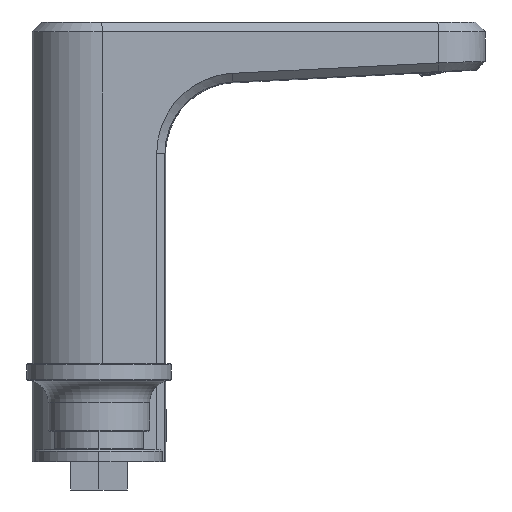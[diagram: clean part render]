
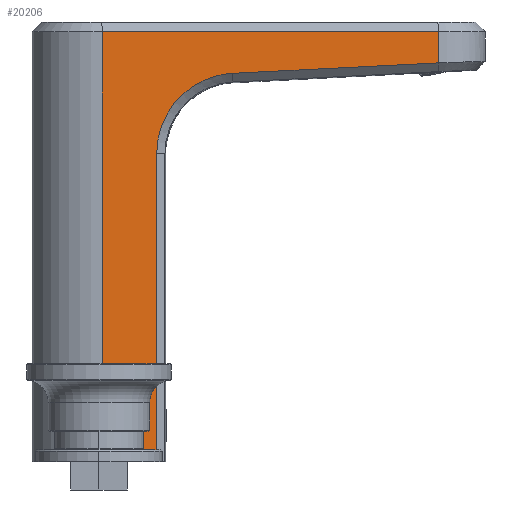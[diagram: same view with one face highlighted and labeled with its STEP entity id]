
A CAD part, left-side view. The second image highlights one B-rep face of the part: STEP entity #20206.
In plain terms, the highlighted planar face has unit normal (-0.999, -0.052, 0).
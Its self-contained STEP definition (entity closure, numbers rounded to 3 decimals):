
#436=DIRECTION('',(-0.052,0.999,0.));
#437=VECTOR('',#436,19.31);
#438=CARTESIAN_POINT('',(-22.708,-20.475,0.));
#439=LINE('',#438,#437);
#3032=DIRECTION('',(0.,0.,-1.));
#3033=VECTOR('',#3032,152.5);
#3034=CARTESIAN_POINT('',(-23.718,-1.192,152.5));
#3035=LINE('',#3034,#3033);
#3036=DIRECTION('',(-0.052,0.999,0.));
#3037=VECTOR('',#3036,119.387);
#3038=CARTESIAN_POINT('',(-17.476,-120.415,152.5));
#3039=LINE('',#3038,#3037);
#3040=CARTESIAN_POINT('',(-21.295,-47.474,
137.798));
#3041=CARTESIAN_POINT('',(-20.87,-55.578,
138.207));
#3042=CARTESIAN_POINT('',(-20.022,-71.785,
139.026));
#3043=CARTESIAN_POINT('',(-18.749,-96.099,
140.259));
#3044=CARTESIAN_POINT('',(-17.9,-112.31,
141.083));
#3045=CARTESIAN_POINT('',(-17.476,-120.415,
141.495));
#3047=CARTESIAN_POINT('',(-22.708,-20.475,
109.403));
#3048=CARTESIAN_POINT('',(-22.708,-20.475,
110.709));
#3049=CARTESIAN_POINT('',(-22.699,-20.654,
113.319));
#3050=CARTESIAN_POINT('',(-22.656,-21.466,
117.185));
#3051=CARTESIAN_POINT('',(-22.586,-22.799,
120.889));
#3052=CARTESIAN_POINT('',(-22.49,-24.633,
124.38));
#3053=CARTESIAN_POINT('',(-22.37,-26.93,
127.584));
#3054=CARTESIAN_POINT('',(-22.228,-29.648,
130.441));
#3055=CARTESIAN_POINT('',(-22.066,-32.736,
132.898));
#3056=CARTESIAN_POINT('',(-21.889,-36.129,
134.903));
#3057=CARTESIAN_POINT('',(-21.697,-39.779,
136.426));
#3058=CARTESIAN_POINT('',(-21.497,-43.601,
137.426));
#3059=CARTESIAN_POINT('',(-21.362,-46.178,
137.732));
#3060=CARTESIAN_POINT('',(-21.295,-47.474,
137.798));
#3062=DIRECTION('',(0.,0.,1.));
#3063=VECTOR('',#3062,109.403);
#3064=CARTESIAN_POINT('',(-22.708,-20.475,0.));
#3065=LINE('',#3064,#3063);
#3087=CARTESIAN_POINT('',(-17.476,-120.415,
141.495));
#3110=DIRECTION('',(0.,0.,-1.));
#3111=VECTOR('',#3110,11.005);
#3112=CARTESIAN_POINT('',(-17.476,-120.415,152.5));
#3113=LINE('',#3112,#3111);
#16005=CARTESIAN_POINT('',(-17.476,-120.415,152.5));
#16007=VERTEX_POINT('',#16005);
#16012=CARTESIAN_POINT('',(-23.718,-1.192,152.5));
#16013=VERTEX_POINT('',#16012);
#16026=VERTEX_POINT('',#3087);
#16028=VERTEX_POINT('',#3040);
#16030=VERTEX_POINT('',#3047);
#16040=CARTESIAN_POINT('',(-23.718,-1.192,0.));
#16041=VERTEX_POINT('',#16040);
#16042=CARTESIAN_POINT('',(-22.708,-20.475,0.));
#16043=VERTEX_POINT('',#16042);
#20187=CARTESIAN_POINT('',(-23.718,-1.192,156.));
#20188=DIRECTION('',(-0.999,-0.052,0.));
#20189=DIRECTION('',(0.052,-0.999,0.));
#20190=AXIS2_PLACEMENT_3D('',#20187,#20188,#20189);
#20191=PLANE('',#20190);
#20192=ORIENTED_EDGE('',*,*,#19448,.T.);
#20194=ORIENTED_EDGE('',*,*,#20193,.F.);
#20196=ORIENTED_EDGE('',*,*,#20195,.F.);
#20198=ORIENTED_EDGE('',*,*,#20197,.T.);
#20200=ORIENTED_EDGE('',*,*,#20199,.F.);
#20202=ORIENTED_EDGE('',*,*,#20201,.F.);
#20203=ORIENTED_EDGE('',*,*,#20172,.F.);
#20204=EDGE_LOOP('',(#20192,#20194,#20196,#20198,#20200,#20202,#20203));
#20205=FACE_OUTER_BOUND('',#20204,.F.);
#3046=B_SPLINE_CURVE_WITH_KNOTS('',3,(#3040,#3041,#3042,#3043,#3044,#3045),
.UNSPECIFIED.,.F.,.F.,(4,1,1,4),(0.,0.333,0.667,1.),
.UNSPECIFIED.);
#3061=B_SPLINE_CURVE_WITH_KNOTS('',3,(#3047,#3048,#3049,#3050,#3051,#3052,#3053,
#3054,#3055,#3056,#3057,#3058,#3059,#3060),.UNSPECIFIED.,.F.,.F.,(4,1,1,1,1,1,1,
1,1,1,1,4),(0.,0.091,0.182,0.273,
0.364,0.455,0.545,0.636,
0.727,0.818,0.909,1.),.UNSPECIFIED.);
#19448=EDGE_CURVE('',#16043,#16041,#439,.T.);
#20172=EDGE_CURVE('',#16043,#16030,#3065,.T.);
#20193=EDGE_CURVE('',#16013,#16041,#3035,.T.);
#20195=EDGE_CURVE('',#16007,#16013,#3039,.T.);
#20197=EDGE_CURVE('',#16007,#16026,#3113,.T.);
#20199=EDGE_CURVE('',#16028,#16026,#3046,.T.);
#20201=EDGE_CURVE('',#16030,#16028,#3061,.T.);
#20206=ADVANCED_FACE('',(#20205),#20191,.T.);
